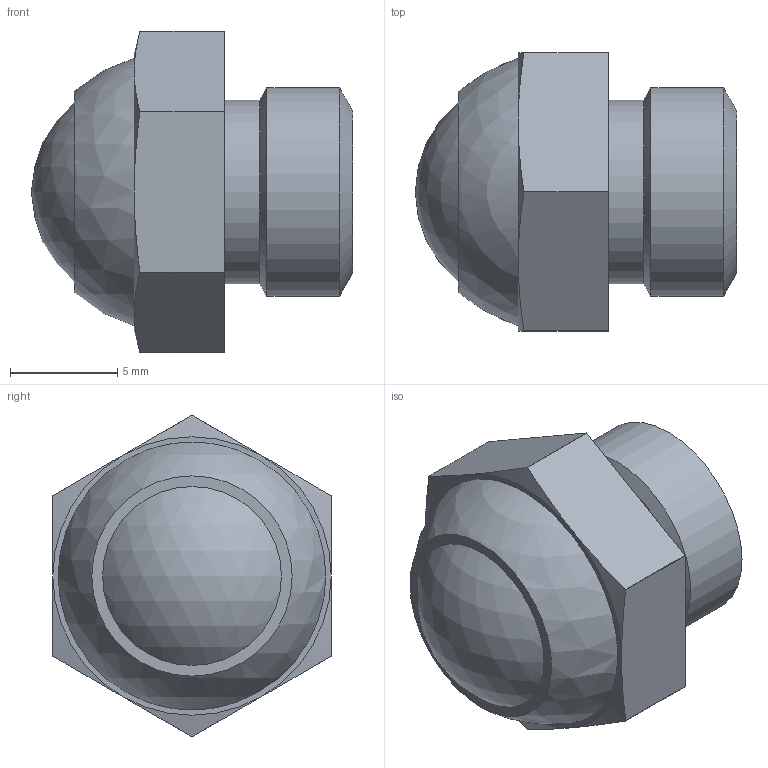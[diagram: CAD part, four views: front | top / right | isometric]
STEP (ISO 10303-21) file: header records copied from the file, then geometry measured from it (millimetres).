
FILE_DESCRIPTION(/* description */ (''),/* implementation_level */ '2;1');
FILE_NAME(/* name */ 'sdd_18_es-la.stp',/* time_stamp */ '2019-10-09T12:25:31+02:00',/* author */ ('leitheußer'),/* organization */ (''),/* preprocessor_version */ 'ST-DEVELOPER v15.6',/* originating_system */ 'Autodesk Inventor LT ',/* authorisation */ '');
FILE_SCHEMA (('AUTOMOTIVE_DESIGN { 1 0 10303 214 3 1 1 }'));
Length unit declared in the file: millimetre
Products named in the file (1): SDD 18 ES
Bounding box: 15 x 13 x 15 mm (x, y, z)
Volume: 1036.8 mm3; surface area: 953.1 mm2
Topology: 1 solids, 1 shells, 30 faces, 63 edges, 40 vertices
Faces by surface type: plane 10, cylinder 9, cone 8, sphere 3
Full cylindrical faces by diameter (mm): 5.9 x1, 8.566 x1, 9.728 x1
Entity records: 794 total; most frequent: CARTESIAN_POINT 153, DIRECTION 136, ORIENTED_EDGE 116, AXIS2_PLACEMENT_3D 59, EDGE_CURVE 58, EDGE_LOOP 40, VERTEX_POINT 40, FACE_OUTER_BOUND 30
